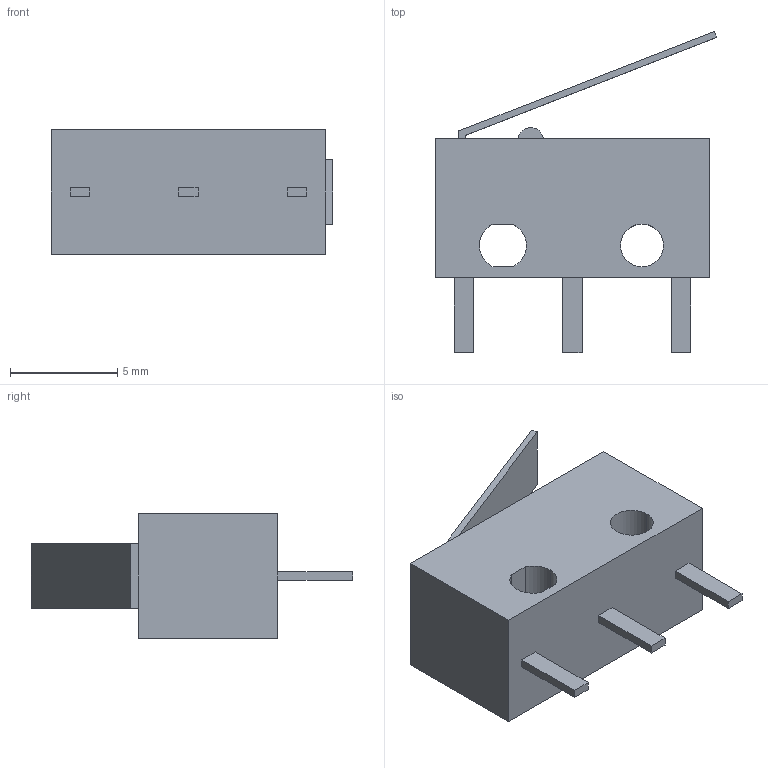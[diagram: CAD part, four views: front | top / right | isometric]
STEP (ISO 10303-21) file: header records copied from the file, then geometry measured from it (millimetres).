
FILE_DESCRIPTION(('STEP AP242'),'1');
FILE_NAME('d2f-01l.stp','2023-08-24T07:52:04',('TraceParts'),('TraceParts S.A.'),'Spatial InterOp 3D',' ',' ');
FILE_SCHEMA(('AP242_MANAGED_MODEL_BASED_3D_ENGINEERING_MIM_LF {1 0 10303 442 1 1 4}'));
Length unit declared in the file: millimetre
Products named in the file (1): d2f-01l
Bounding box: 13.13 x 15 x 5.8 mm (x, y, z)
Volume: 459.7 mm3; surface area: 567.9 mm2
Topology: 1 solids, 1 shells, 39 faces, 96 edges, 64 vertices
Faces by surface type: plane 32, cylinder 7
Entity records: 1480 total; most frequent: CARTESIAN_POINT 200, ORIENTED_EDGE 192, DIRECTION 190, EDGE_CURVE 96, LINE 82, VECTOR 82, VERTEX_POINT 64, AXIS2_PLACEMENT_3D 54
